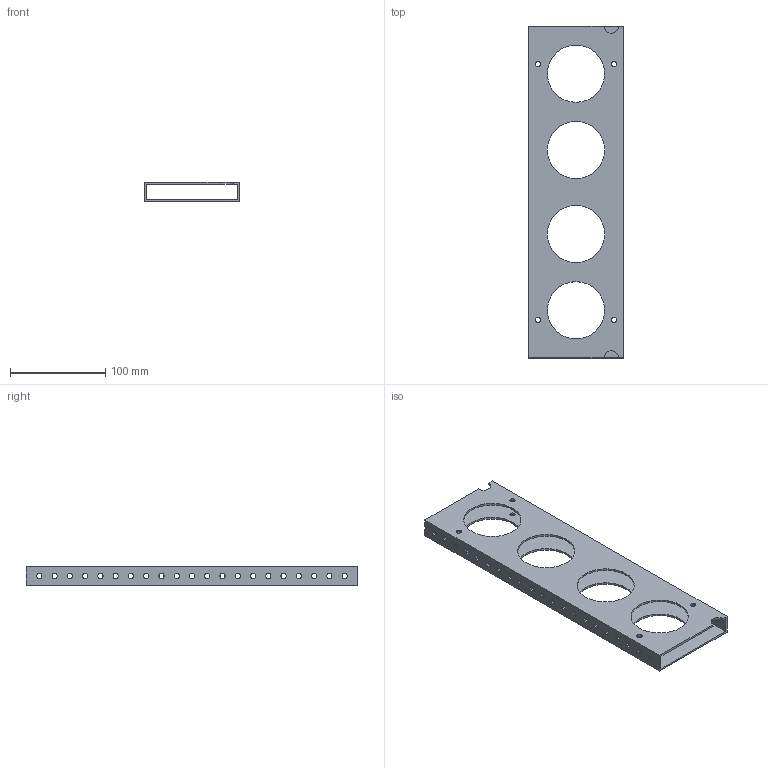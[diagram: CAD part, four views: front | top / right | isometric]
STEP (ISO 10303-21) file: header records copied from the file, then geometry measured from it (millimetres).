
FILE_DESCRIPTION(/* description */ (''),/* implementation_level */ '2;1');
FILE_NAME(/* name */ '中部结构型材.stp',/* time_stamp */ '2019-11-15T21:57:20+08:00',/* author */ ('Mark'),/* organization */ (''),/* preprocessor_version */ 'ST-DEVELOPER v17',/* originating_system */ 'Autodesk Inventor 2019',/* authorisation */ '');
FILE_SCHEMA (('AUTOMOTIVE_DESIGN { 1 0 10303 214 3 1 1 }'));
Length unit declared in the file: millimetre
Products named in the file (1): Mid
Bounding box: 100 x 348 x 20 mm (x, y, z)
Volume: 113496 mm3; surface area: 119203.6 mm2
Topology: 1 solids, 1 shells, 74 faces, 222 edges, 148 vertices
Faces by surface type: cylinder 62, plane 12
Full cylindrical faces by diameter (mm): 5.5 x50, 60 x8
Entity records: 2845 total; most frequent: DIRECTION 496, CARTESIAN_POINT 445, ORIENTED_EDGE 444, EDGE_CURVE 222, AXIS2_PLACEMENT_3D 199, EDGE_LOOP 190, VERTEX_POINT 148, CIRCLE 124
